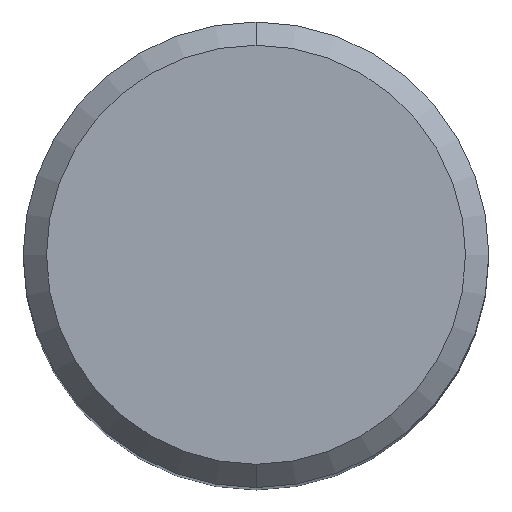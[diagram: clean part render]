
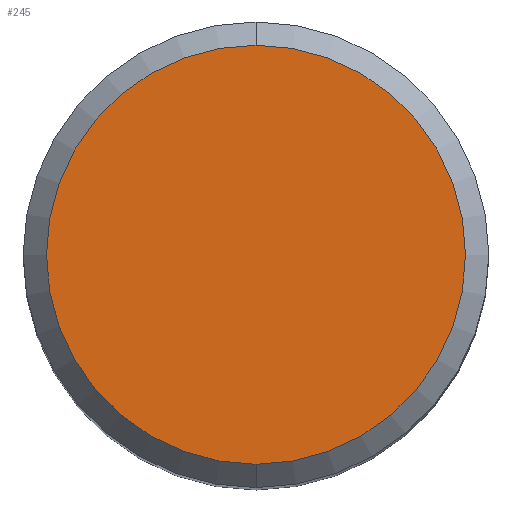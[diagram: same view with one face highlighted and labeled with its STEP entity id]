
A CAD part, top view. The second image highlights one B-rep face of the part: STEP entity #245.
In plain terms, the highlighted planar face has unit normal (0, 0, 1).
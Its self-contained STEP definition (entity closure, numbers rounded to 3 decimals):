
#241=EDGE_CURVE('',#443,#299,#554,.T.);
#245=ADVANCED_FACE('',(#558),#559,.T.);
#281=EDGE_CURVE('',#299,#443,#599,.T.);
#299=VERTEX_POINT('',#619);
#443=VERTEX_POINT('',#779);
#554=CIRCLE('',#947,7.2);
#558=FACE_OUTER_BOUND('',#951,.T.);
#559=PLANE('',#952);
#599=CIRCLE('',#1030,7.2);
#619=CARTESIAN_POINT('',(0.0,7.2,0.0));
#779=CARTESIAN_POINT('',(0.,-7.2,0.0));
#947=AXIS2_PLACEMENT_3D('',#1584,#1585,#1586);
#951=EDGE_LOOP('',(#1588,#1589));
#952=AXIS2_PLACEMENT_3D('',#1590,#1591,#1592);
#1030=AXIS2_PLACEMENT_3D('',#1633,#1634,#1635);
#1584=CARTESIAN_POINT('',(0.0,0.0,0.0));
#1585=DIRECTION('',(0.0,0.0,-1.0));
#1586=DIRECTION('',(0.0,1.0,0.0));
#1588=ORIENTED_EDGE('',*,*,#281,.F.);
#1589=ORIENTED_EDGE('',*,*,#241,.F.);
#1590=CARTESIAN_POINT('',(0.0,3.6,0.0));
#1591=DIRECTION('',(-0.0,0.0,1.0));
#1592=DIRECTION('',(0.0,-1.0,0.0));
#1633=CARTESIAN_POINT('',(0.0,0.0,0.0));
#1634=DIRECTION('',(0.0,0.0,-1.0));
#1635=DIRECTION('',(0.0,1.0,0.0));
